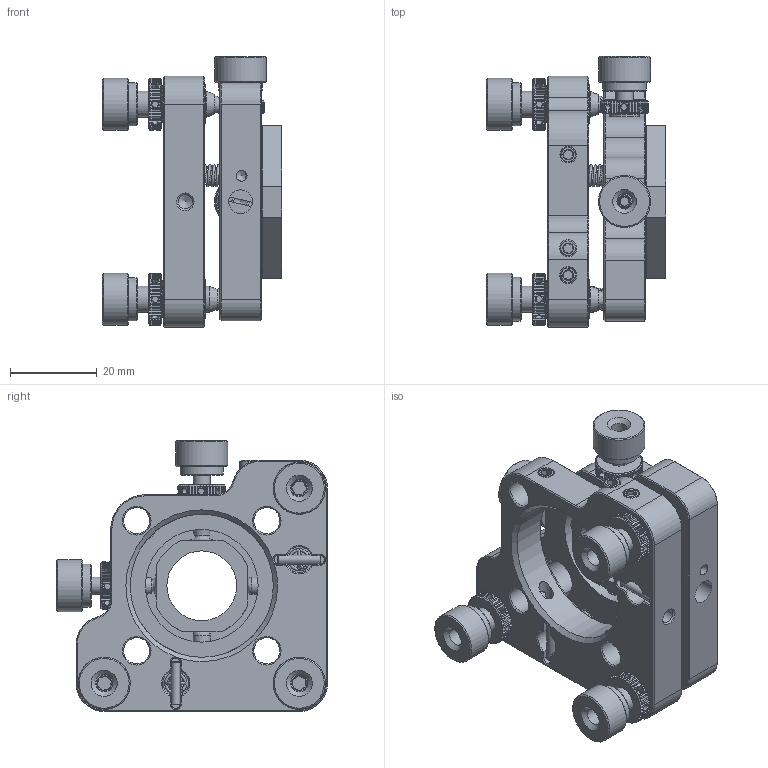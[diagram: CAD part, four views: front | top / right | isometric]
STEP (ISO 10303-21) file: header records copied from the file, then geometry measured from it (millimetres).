
FILE_DESCRIPTION (( 'STEP AP203' ), '1' );
FILE_NAME ('530160.STEP', '2025-05-07T05:32:25', ( 'Windows User' ), ( 'P R C' ), 'SwSTEP 2.0', 'SolidWorks 2020', '' );
FILE_SCHEMA (( 'CONFIG_CONTROL_DESIGN' ));
Products named in the file (1): 530160
Bounding box: 41.3 x 62.5 x 62.5 mm (x, y, z)
Volume: 41044.4 mm3; surface area: 32089 mm2
Topology: 48 solids, 48 shells, 2831 faces, 7721 edges, 5089 vertices
Faces by surface type: plane 1191, cone 683, cylinder 575, bspline 382
Full cylindrical faces by diameter (mm): 1 x4, 1.5 x42, 2 x3, 2.5 x9, 3 x2, 3.1 x2, 3.3 x9, 3.5 x2, 3.75 x4, 3.99 x3, 4 x18, 5 x3, 5.1 x1, 5.5 x7, 6 x21, 6.5 x2, 6.8 x2, 7.6 x3, 8 x3, 8.6 x6, 9.5 x3, 10 x8, 12 x5, 16.1 x1, 26 x1, 33 x1
Entity records: 125336 total; most frequent: CARTESIAN_POINT 60604, ORIENTED_EDGE 14320, DIRECTION 11582, EDGE_CURVE 7160, VERTEX_POINT 4879, AXIS2_PLACEMENT_3D 4224, EDGE_LOOP 3391, LINE 3134
